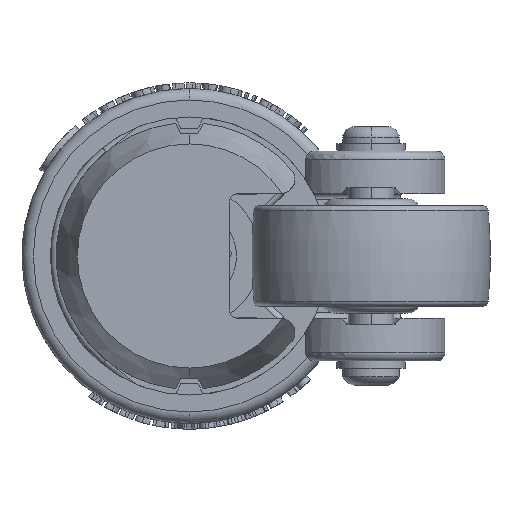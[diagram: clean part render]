
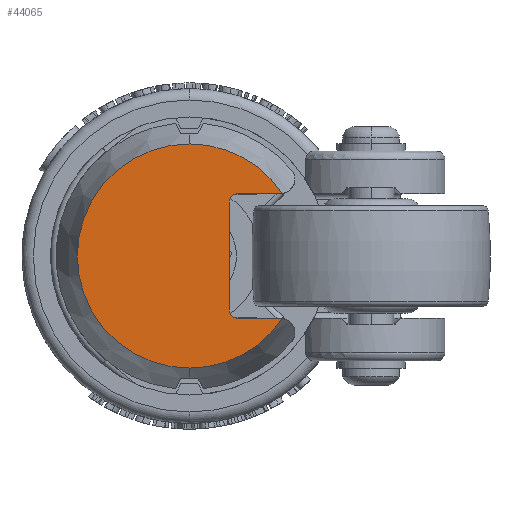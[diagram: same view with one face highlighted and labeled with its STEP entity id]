
A CAD part, front view. The second image highlights one B-rep face of the part: STEP entity #44065.
In plain terms, the highlighted planar face has unit normal (0, -1, 0).
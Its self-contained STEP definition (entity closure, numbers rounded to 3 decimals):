
#931 = ORIENTED_EDGE ( 'NONE', *, *, #32905, .T. ) ;
#938 = ORIENTED_EDGE ( 'NONE', *, *, #38750, .T. ) ;
#1041 = DIRECTION ( 'NONE',  ( 0., -1., 0. ) ) ;
#1681 = DIRECTION ( 'NONE',  ( 0., 0., 1. ) ) ;
#2806 = DIRECTION ( 'NONE',  ( 0., -1., 0. ) ) ;
#2869 = EDGE_CURVE ( 'NONE', #14219, #43768, #5145, .T. ) ;
#3205 = ORIENTED_EDGE ( 'NONE', *, *, #41164, .T. ) ;
#3234 = ORIENTED_EDGE ( 'NONE', *, *, #2869, .T. ) ;
#4146 = CARTESIAN_POINT ( 'NONE',  ( 40., -11.414, 11. ) ) ;
#4507 = ORIENTED_EDGE ( 'NONE', *, *, #36464, .T. ) ;
#5145 = LINE ( 'NONE', #4146, #8347 ) ;
#6025 = LINE ( 'NONE', #44518, #45432 ) ;
#6632 = PLANE ( 'NONE',  #6873 ) ;
#6873 = AXIS2_PLACEMENT_3D ( 'NONE', #22197, #32525, #1681 ) ;
#7323 = VERTEX_POINT ( 'NONE', #62496 ) ;
#8283 = AXIS2_PLACEMENT_3D ( 'NONE', #49805, #19050, #54976 ) ;
#8347 = VECTOR ( 'NONE', #34991, 1000. ) ;
#8738 = EDGE_CURVE ( 'NONE', #44963, #46907, #31470, .T. ) ;
#8780 = CARTESIAN_POINT ( 'NONE',  ( 16.391, -11.414, 11.019 ) ) ;
#9997 = EDGE_LOOP ( 'NONE', ( #3234, #938, #57061, #27089, #4507, #38635, #931, #3205, #51072, #30535 ) ) ;
#10668 = EDGE_CURVE ( 'NONE', #14929, #16541, #61091, .T. ) ;
#11896 = CARTESIAN_POINT ( 'NONE',  ( 8.5, -11.414, 11. ) ) ;
#14219 = VERTEX_POINT ( 'NONE', #11896 ) ;
#14411 = CIRCLE ( 'NONE', #16413, 19.75 ) ;
#14639 = DIRECTION ( 'NONE',  ( -1., 0., 0. ) ) ;
#14929 = VERTEX_POINT ( 'NONE', #17812 ) ;
#16413 = AXIS2_PLACEMENT_3D ( 'NONE', #21534, #57456, #26689 ) ;
#16541 = VERTEX_POINT ( 'NONE', #20385 ) ;
#17038 = AXIS2_PLACEMENT_3D ( 'NONE', #57728, #26951, #62892 ) ;
#17812 = CARTESIAN_POINT ( 'NONE',  ( 0., -11.414, 19.75 ) ) ;
#18212 = AXIS2_PLACEMENT_3D ( 'NONE', #28480, #64431, #33679 ) ;
#18317 = EDGE_CURVE ( 'NONE', #60006, #14219, #28367, .T. ) ;
#19050 = DIRECTION ( 'NONE',  ( 0., 1., 0. ) ) ;
#19543 = CIRCLE ( 'NONE', #18212, 19.75 ) ;
#19715 = AXIS2_PLACEMENT_3D ( 'NONE', #31880, #1041, #37053 ) ;
#20385 = CARTESIAN_POINT ( 'NONE',  ( 0., -11.414, -19.75 ) ) ;
#21534 = CARTESIAN_POINT ( 'NONE',  ( 0., -11.414, 0. ) ) ;
#22197 = CARTESIAN_POINT ( 'NONE',  ( -19.75, -11.414, 0. ) ) ;
#24244 = CIRCLE ( 'NONE', #33764, 2.5 ) ;
#26551 = CARTESIAN_POINT ( 'NONE',  ( 7., -11.414, 9.5 ) ) ;
#26689 = DIRECTION ( 'NONE',  ( 0., 0., -1. ) ) ;
#26951 = DIRECTION ( 'NONE',  ( 0., 1., 0. ) ) ;
#26963 = CARTESIAN_POINT ( 'NONE',  ( 7., -11.414, -11. ) ) ;
#27089 = ORIENTED_EDGE ( 'NONE', *, *, #10668, .T. ) ;
#28340 = AXIS2_PLACEMENT_3D ( 'NONE', #33658, #2806, #38817 ) ;
#28367 = CIRCLE ( 'NONE', #8283, 1.5 ) ;
#28480 = CARTESIAN_POINT ( 'NONE',  ( 0., -11.414, 0. ) ) ;
#30023 = CARTESIAN_POINT ( 'NONE',  ( 16.086, -11.414, 13.5 ) ) ;
#30535 = ORIENTED_EDGE ( 'NONE', *, *, #18317, .T. ) ;
#31470 = CIRCLE ( 'NONE', #19715, 2.5 ) ;
#31880 = CARTESIAN_POINT ( 'NONE',  ( 16.086, -11.414, -13.5 ) ) ;
#32144 = DIRECTION ( 'NONE',  ( 0., 0., 1. ) ) ;
#32525 = DIRECTION ( 'NONE',  ( 0., 1., 0. ) ) ;
#32905 = EDGE_CURVE ( 'NONE', #46907, #54394, #6025, .T. ) ;
#33658 = CARTESIAN_POINT ( 'NONE',  ( 0., -11.414, 0. ) ) ;
#33679 = DIRECTION ( 'NONE',  ( 0., 0., -1. ) ) ;
#33764 = AXIS2_PLACEMENT_3D ( 'NONE', #30023, #65937, #35186 ) ;
#34545 = EDGE_CURVE ( 'NONE', #7323, #60006, #66239, .T. ) ;
#34991 = DIRECTION ( 'NONE',  ( 1., 0., 0. ) ) ;
#35186 = DIRECTION ( 'NONE',  ( 0., 0., 1. ) ) ;
#36464 = EDGE_CURVE ( 'NONE', #16541, #44963, #19543, .T. ) ;
#37053 = DIRECTION ( 'NONE',  ( 0., 0., 1. ) ) ;
#38635 = ORIENTED_EDGE ( 'NONE', *, *, #8738, .T. ) ;
#38750 = EDGE_CURVE ( 'NONE', #43768, #54447, #24244, .T. ) ;
#38817 = DIRECTION ( 'NONE',  ( 0., 0., -1. ) ) ;
#38914 = VECTOR ( 'NONE', #32144, 1000. ) ;
#39124 = CARTESIAN_POINT ( 'NONE',  ( 8.5, -11.414, -11. ) ) ;
#39958 = CARTESIAN_POINT ( 'NONE',  ( 16.086, -11.414, 11. ) ) ;
#40185 = CARTESIAN_POINT ( 'NONE',  ( 16.086, -11.414, -11. ) ) ;
#41164 = EDGE_CURVE ( 'NONE', #54394, #7323, #49121, .T. ) ;
#43768 = VERTEX_POINT ( 'NONE', #39958 ) ;
#44065 = ADVANCED_FACE ( 'NONE', ( #57859 ), #6632, .F. ) ;
#44518 = CARTESIAN_POINT ( 'NONE',  ( 40., -11.414, -11. ) ) ;
#44963 = VERTEX_POINT ( 'NONE', #57361 ) ;
#45432 = VECTOR ( 'NONE', #14639, 1000. ) ;
#46907 = VERTEX_POINT ( 'NONE', #40185 ) ;
#49121 = CIRCLE ( 'NONE', #17038, 1.5 ) ;
#49805 = CARTESIAN_POINT ( 'NONE',  ( 8.5, -11.414, 9.5 ) ) ;
#51072 = ORIENTED_EDGE ( 'NONE', *, *, #34545, .T. ) ;
#54394 = VERTEX_POINT ( 'NONE', #39124 ) ;
#54447 = VERTEX_POINT ( 'NONE', #8780 ) ;
#54976 = DIRECTION ( 'NONE',  ( 0., 0., 1. ) ) ;
#57061 = ORIENTED_EDGE ( 'NONE', *, *, #60618, .T. ) ;
#57361 = CARTESIAN_POINT ( 'NONE',  ( 16.391, -11.414, -11.019 ) ) ;
#57456 = DIRECTION ( 'NONE',  ( 0., -1., 0. ) ) ;
#57728 = CARTESIAN_POINT ( 'NONE',  ( 8.5, -11.414, -9.5 ) ) ;
#57859 = FACE_OUTER_BOUND ( 'NONE', #9997, .T. ) ;
#60006 = VERTEX_POINT ( 'NONE', #26551 ) ;
#60618 = EDGE_CURVE ( 'NONE', #54447, #14929, #14411, .T. ) ;
#61091 = CIRCLE ( 'NONE', #28340, 19.75 ) ;
#62496 = CARTESIAN_POINT ( 'NONE',  ( 7., -11.414, -9.5 ) ) ;
#62892 = DIRECTION ( 'NONE',  ( 0., 0., 1. ) ) ;
#64431 = DIRECTION ( 'NONE',  ( 0., -1., 0. ) ) ;
#65937 = DIRECTION ( 'NONE',  ( 0., -1., 0. ) ) ;
#66239 = LINE ( 'NONE', #26963, #38914 ) ;
